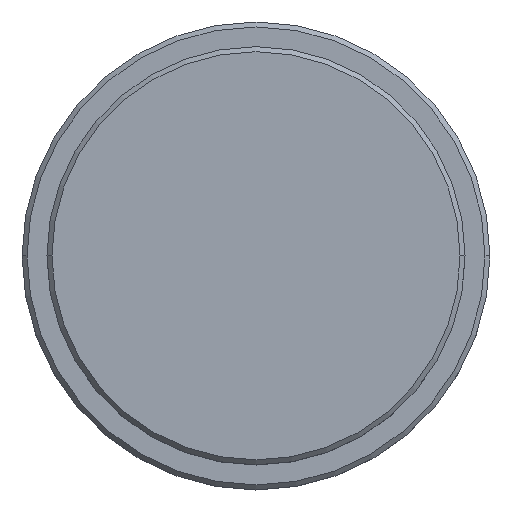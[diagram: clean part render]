
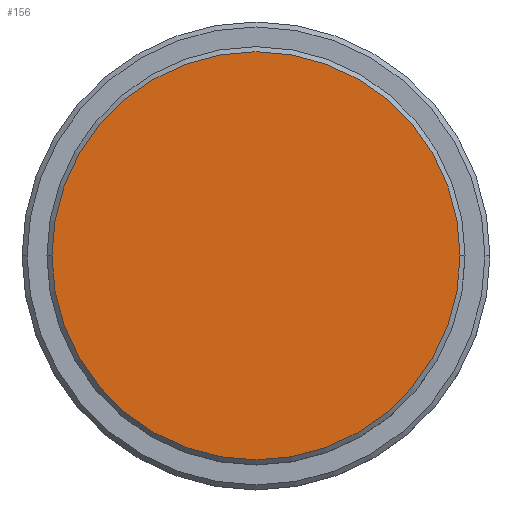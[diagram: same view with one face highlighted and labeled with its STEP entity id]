
A CAD part, top view. The second image highlights one B-rep face of the part: STEP entity #156.
In plain terms, the highlighted planar face has unit normal (0, 0, 1).
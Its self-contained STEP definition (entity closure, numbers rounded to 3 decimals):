
#9 = AXIS2_PLACEMENT_3D ( 'NONE', #751, #1125, #357 ) ;
#61 = DIRECTION ( 'NONE',  ( 0., 0., 1. ) ) ;
#156 = ADVANCED_FACE ( 'NONE', ( #1153 ), #813, .T. ) ;
#175 = DIRECTION ( 'NONE',  ( 0., 0., 1. ) ) ;
#177 = DIRECTION ( 'NONE',  ( 1., 0., 0. ) ) ;
#188 = CARTESIAN_POINT ( 'NONE',  ( 0., 0., 0. ) ) ;
#202 = CARTESIAN_POINT ( 'NONE',  ( 20.5, 0., 0. ) ) ;
#357 = DIRECTION ( 'NONE',  ( 1., 0., 0. ) ) ;
#386 = DIRECTION ( 'NONE',  ( 1., 0., 0. ) ) ;
#394 = EDGE_CURVE ( 'NONE', #1149, #1113, #889, .T. ) ;
#409 = CIRCLE ( 'NONE', #676, 20.5 ) ;
#436 = EDGE_LOOP ( 'NONE', ( #1197, #527 ) ) ;
#469 = AXIS2_PLACEMENT_3D ( 'NONE', #188, #61, #177 ) ;
#527 = ORIENTED_EDGE ( 'NONE', *, *, #1413, .T. ) ;
#589 = CARTESIAN_POINT ( 'NONE',  ( 0., 0., 0. ) ) ;
#676 = AXIS2_PLACEMENT_3D ( 'NONE', #589, #175, #386 ) ;
#751 = CARTESIAN_POINT ( 'NONE',  ( 0., 0., 0. ) ) ;
#759 = CARTESIAN_POINT ( 'NONE',  ( -20.5, 0., 0. ) ) ;
#813 = PLANE ( 'NONE',  #469 ) ;
#889 = CIRCLE ( 'NONE', #9, 20.5 ) ;
#1113 = VERTEX_POINT ( 'NONE', #202 ) ;
#1125 = DIRECTION ( 'NONE',  ( 0., 0., 1. ) ) ;
#1149 = VERTEX_POINT ( 'NONE', #759 ) ;
#1153 = FACE_OUTER_BOUND ( 'NONE', #436, .T. ) ;
#1197 = ORIENTED_EDGE ( 'NONE', *, *, #394, .T. ) ;
#1413 = EDGE_CURVE ( 'NONE', #1113, #1149, #409, .T. ) ;
